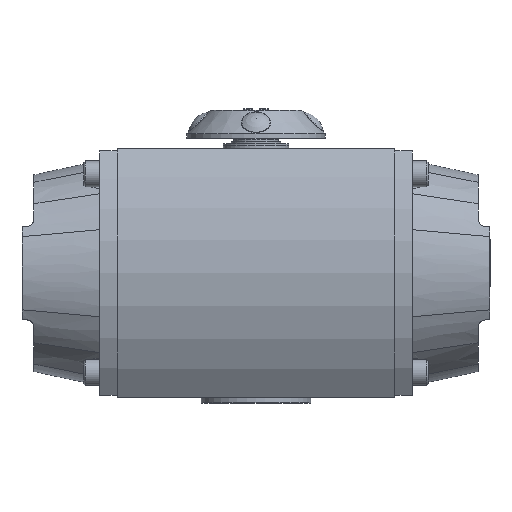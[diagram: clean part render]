
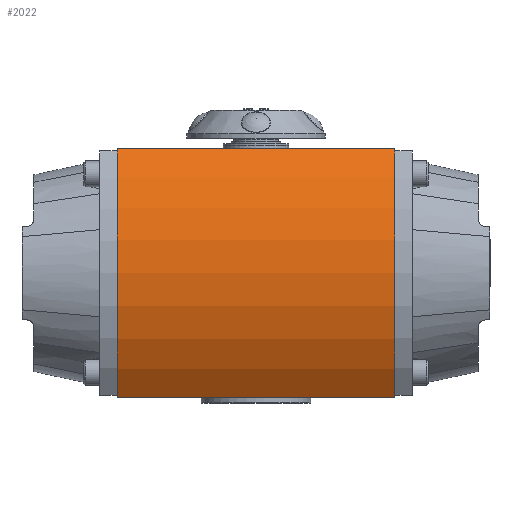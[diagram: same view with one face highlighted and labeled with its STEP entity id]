
A CAD part, left-side view. The second image highlights one B-rep face of the part: STEP entity #2022.
In plain terms, the highlighted cylindrical face has radius 104 mm (diameter 208.001 mm), a partial arc.
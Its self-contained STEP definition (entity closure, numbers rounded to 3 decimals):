
#644=CARTESIAN_POINT('',(-37.125,69.865,-62.5));
#645=VERTEX_POINT('',#644);
#662=CARTESIAN_POINT('',(-37.125,-69.865,-62.5));
#663=VERTEX_POINT('',#662);
#670=CARTESIAN_POINT('',(-37.125,69.865,-62.5));
#671=DIRECTION('',(0.0,-1.0,0.0));
#672=VECTOR('',#671,139.73);
#673=LINE('',#670,#672);
#674=EDGE_CURVE('',#645,#663,#673,.T.);
#1964=CARTESIAN_POINT('',(-37.125,-69.865,62.5));
#1965=VERTEX_POINT('',#1964);
#1972=CARTESIAN_POINT('',(46.,-69.865,0.));
#1973=DIRECTION('',(0.0,1.0,0.0));
#1974=DIRECTION('',(0.799,0.0,0.601));
#1975=AXIS2_PLACEMENT_3D('',#1972,#1973,#1974);
#1976=CIRCLE('',#1975,104.);
#1977=EDGE_CURVE('',#663,#1965,#1976,.T.);
#1998=CARTESIAN_POINT('',(46.,0.0,0.));
#1999=DIRECTION('',(0.0,1.0,0.0));
#2000=DIRECTION('',(0.799,0.0,0.601));
#2001=AXIS2_PLACEMENT_3D('',#1998,#1999,#2000);
#2002=CYLINDRICAL_SURFACE('',#2001,104.);
#2003=CARTESIAN_POINT('',(-37.125,69.865,62.5));
#2004=VERTEX_POINT('',#2003);
#2005=CARTESIAN_POINT('',(46.,69.865,0.));
#2006=DIRECTION('',(0.0,-1.0,0.0));
#2007=DIRECTION('',(0.799,0.0,0.601));
#2008=AXIS2_PLACEMENT_3D('',#2005,#2006,#2007);
#2009=CIRCLE('',#2008,104.);
#2010=EDGE_CURVE('',#2004,#645,#2009,.T.);
#2011=ORIENTED_EDGE('',*,*,#2010,.T.);
#2012=ORIENTED_EDGE('',*,*,#674,.T.);
#2013=ORIENTED_EDGE('',*,*,#1977,.T.);
#2014=CARTESIAN_POINT('',(-37.125,69.865,62.5));
#2015=DIRECTION('',(0.0,-1.0,0.0));
#2016=VECTOR('',#2015,139.73);
#2017=LINE('',#2014,#2016);
#2018=EDGE_CURVE('',#2004,#1965,#2017,.T.);
#2019=ORIENTED_EDGE('',*,*,#2018,.F.);
#2020=EDGE_LOOP('',(#2011,#2012,#2013,#2019));
#2021=FACE_OUTER_BOUND('',#2020,.T.);
#2022=ADVANCED_FACE('',(#2021),#2002,.T.);
